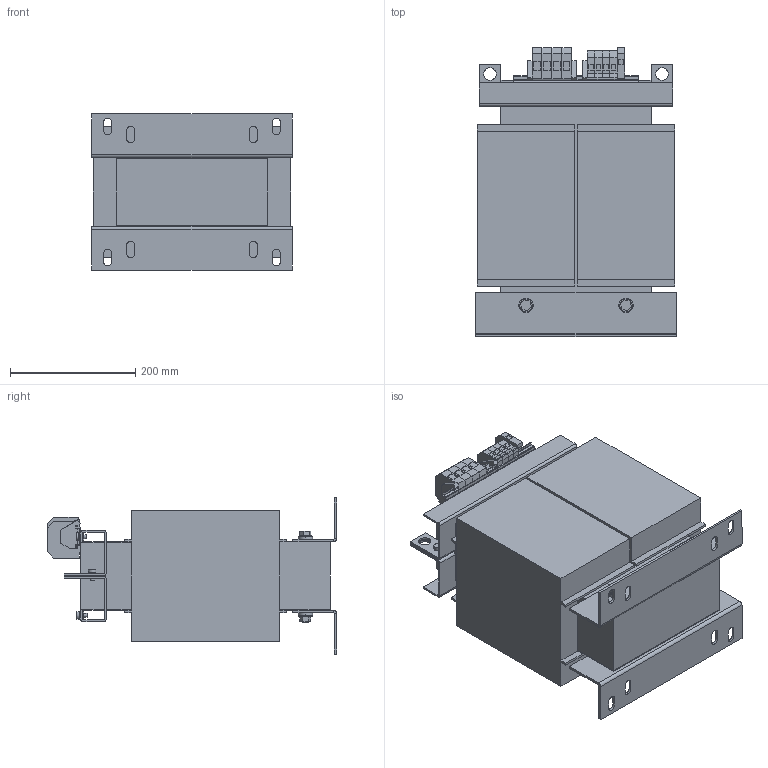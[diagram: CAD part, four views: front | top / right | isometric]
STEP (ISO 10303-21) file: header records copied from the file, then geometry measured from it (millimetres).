
FILE_DESCRIPTION (( 'STEP AP214' ), '1' );
FILE_NAME ('305796.STEP', '2020-10-08T05:01:49', ( '' ), ( '' ), 'SwSTEP 2.0', 'SolidWorks 2018', '' );
FILE_SCHEMA (( 'AUTOMOTIVE_DESIGN' ));
Length unit declared in the file: millimetre
Products named in the file (1): 305796
Bounding box: 320 x 462.8 x 249.75 mm (x, y, z)
Volume: 20918665.6 mm3; surface area: 860736 mm2
Topology: 1 solids, 1 shells, 766 faces, 1883 edges, 1179 vertices
Faces by surface type: plane 582, cylinder 176, cone 4, torus 4
Entity records: 22358 total; most frequent: CARTESIAN_POINT 3939, DIRECTION 3772, ORIENTED_EDGE 3766, EDGE_CURVE 1883, LINE 1492, VECTOR 1492, VERTEX_POINT 1179, AXIS2_PLACEMENT_3D 1140
